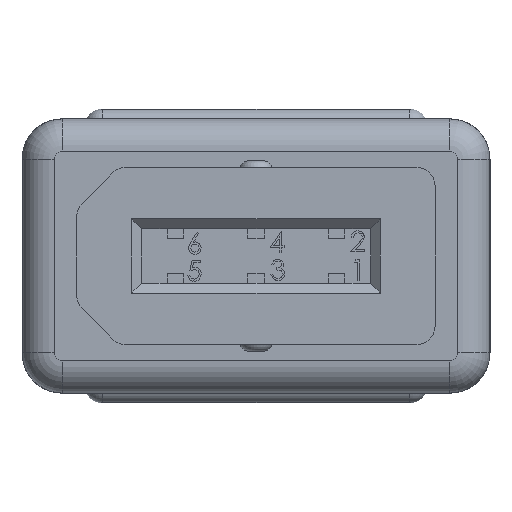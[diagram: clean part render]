
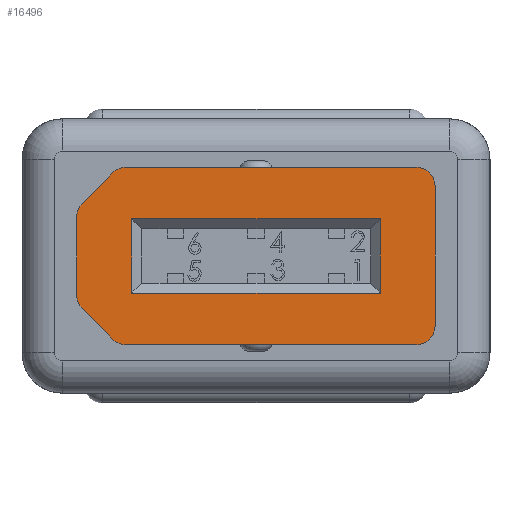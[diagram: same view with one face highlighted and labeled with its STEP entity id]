
A CAD part, left-side view. The second image highlights one B-rep face of the part: STEP entity #16496.
In plain terms, the highlighted face is planar.
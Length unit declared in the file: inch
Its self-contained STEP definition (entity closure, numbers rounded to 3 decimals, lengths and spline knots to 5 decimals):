
#10017 = DIRECTION ( 'NONE',  ( -1., 0., 0. ) ) ;
#10018 = VECTOR ( 'NONE', #10017, 39.37008 ) ;
#10019 = CARTESIAN_POINT ( 'NONE',  ( 0.19488, 0.10827, 0.41732 ) ) ;
#10025 = LINE ( 'NONE', #10019, #10018 ) ;
#10026 = CARTESIAN_POINT ( 'NONE',  ( -0.15945, 0.10827, 0.41732 ) ) ;
#10054 = CARTESIAN_POINT ( 'NONE',  ( 0.19488, 0.10827, 0.41732 ) ) ;
#10085 = DIRECTION ( 'NONE',  ( 1., 0., 0. ) ) ;
#10086 = VECTOR ( 'NONE', #10085, 39.37008 ) ;
#10087 = CARTESIAN_POINT ( 'NONE',  ( -0.15945, -0.10827, 0.41732 ) ) ;
#10088 = LINE ( 'NONE', #10087, #10086 ) ;
#10134 = CARTESIAN_POINT ( 'NONE',  ( -0.15945, -0.10827, 0.41732 ) ) ;
#10139 = CARTESIAN_POINT ( 'NONE',  ( -0.2185, 0.04921, 0.41732 ) ) ;
#10140 = CARTESIAN_POINT ( 'NONE',  ( -0.19882, 0.04921, 0.41732 ) ) ;
#10141 = AXIS2_PLACEMENT_3D ( 'NONE', #10140, #10146, #10145 ) ;
#10142 = CIRCLE ( 'NONE', #10141, 0.01969 ) ;
#10145 = DIRECTION ( 'NONE',  ( -1., 0., 0. ) ) ;
#10146 = DIRECTION ( 'NONE',  ( 0., 0., 1. ) ) ;
#10157 = CIRCLE ( 'NONE', #10334, 0.02362 ) ;
#10168 = CARTESIAN_POINT ( 'NONE',  ( -0.15945, -0.08858, 0.41732 ) ) ;
#10169 = AXIS2_PLACEMENT_3D ( 'NONE', #10168, #10173, #10172 ) ;
#10170 = CIRCLE ( 'NONE', #10169, 0.01969 ) ;
#10172 = DIRECTION ( 'NONE',  ( -1., 0., 0. ) ) ;
#10173 = DIRECTION ( 'NONE',  ( 0., 0., 1. ) ) ;
#10179 = DIRECTION ( 'NONE',  ( 0.707, -0.707, 0. ) ) ;
#10180 = VECTOR ( 'NONE', #10179, 39.37008 ) ;
#10181 = CARTESIAN_POINT ( 'NONE',  ( -0.21274, -0.06313, 0.41732 ) ) ;
#10187 = LINE ( 'NONE', #10181, #10180 ) ;
#10334 = AXIS2_PLACEMENT_3D ( 'NONE', #10483, #10474, #10473 ) ;
#10404 = CARTESIAN_POINT ( 'NONE',  ( 0.2185, -0.08465, 0.41732 ) ) ;
#10472 = CARTESIAN_POINT ( 'NONE',  ( 0.19488, -0.10827, 0.41732 ) ) ;
#10473 = DIRECTION ( 'NONE',  ( -1., 0., 0. ) ) ;
#10474 = DIRECTION ( 'NONE',  ( 0., 0., 1. ) ) ;
#10483 = CARTESIAN_POINT ( 'NONE',  ( 0.19488, -0.08465, 0.41732 ) ) ;
#10497 = CARTESIAN_POINT ( 'NONE',  ( -0.15157, -0.08465, 0.41732 ) ) ;
#10498 = LINE ( 'NONE', #10497, #10502 ) ;
#10499 = LINE ( 'NONE', #10505, #10504 ) ;
#10500 = CARTESIAN_POINT ( 'NONE',  ( -0.15157, 0.04528, 0.41732 ) ) ;
#10501 = DIRECTION ( 'NONE',  ( 0., 1., 0. ) ) ;
#10502 = VECTOR ( 'NONE', #10501, 39.37008 ) ;
#10503 = DIRECTION ( 'NONE',  ( 1., 0., 0. ) ) ;
#10504 = VECTOR ( 'NONE', #10503, 39.37008 ) ;
#10505 = CARTESIAN_POINT ( 'NONE',  ( 0.19488, 0.04528, 0.41732 ) ) ;
#10510 = CARTESIAN_POINT ( 'NONE',  ( 0.15157, -0.08465, 0.41732 ) ) ;
#10511 = CARTESIAN_POINT ( 'NONE',  ( 0.15157, 0.04528, 0.41732 ) ) ;
#10512 = DIRECTION ( 'NONE',  ( 0., -1., 0. ) ) ;
#10513 = VECTOR ( 'NONE', #10512, 39.37008 ) ;
#10526 = PLANE ( 'NONE',  #10560 ) ;
#10528 = LINE ( 'NONE', #10510, #10513 ) ;
#10558 = DIRECTION ( 'NONE',  ( 0., 0., -1. ) ) ;
#10559 = CARTESIAN_POINT ( 'NONE',  ( 0.19488, -0.08465, 0.41732 ) ) ;
#10560 = AXIS2_PLACEMENT_3D ( 'NONE', #10559, #10558, #10563 ) ;
#10561 = CARTESIAN_POINT ( 'NONE',  ( -0.15157, -0.04528, 0.41732 ) ) ;
#10562 = CARTESIAN_POINT ( 'NONE',  ( 0.15157, -0.04528, 0.41732 ) ) ;
#10563 = DIRECTION ( 'NONE',  ( -1., 0., 0. ) ) ;
#10564 = DIRECTION ( 'NONE',  ( -1., 0., 0. ) ) ;
#10565 = VECTOR ( 'NONE', #10564, 39.37008 ) ;
#10566 = CARTESIAN_POINT ( 'NONE',  ( 0.19488, -0.04528, 0.41732 ) ) ;
#10567 = LINE ( 'NONE', #10566, #10565 ) ;
#10568 = FACE_BOUND ( 'NONE', #16497, .T. ) ;
#10573 = FACE_OUTER_BOUND ( 'NONE', #16434, .T. ) ;
#10574 = CARTESIAN_POINT ( 'NONE',  ( -0.17337, 0.1025, 0.41732 ) ) ;
#10590 = DIRECTION ( 'NONE',  ( -1., 0., 0. ) ) ;
#10591 = DIRECTION ( 'NONE',  ( 0., 0., 1. ) ) ;
#10601 = CARTESIAN_POINT ( 'NONE',  ( -0.15945, 0.08858, 0.41732 ) ) ;
#10602 = CIRCLE ( 'NONE', #10622, 0.01969 ) ;
#10620 = DIRECTION ( 'NONE',  ( 1., 0., 0. ) ) ;
#10621 = DIRECTION ( 'NONE',  ( 0., 0., 1. ) ) ;
#10622 = AXIS2_PLACEMENT_3D ( 'NONE', #10601, #10621, #10620 ) ;
#10627 = LINE ( 'NONE', #10630, #10629 ) ;
#10628 = DIRECTION ( 'NONE',  ( -0.707, -0.707, 0. ) ) ;
#10629 = VECTOR ( 'NONE', #10628, 39.37008 ) ;
#10630 = CARTESIAN_POINT ( 'NONE',  ( -0.21274, 0.06313, 0.41732 ) ) ;
#10637 = CARTESIAN_POINT ( 'NONE',  ( 0.2185, 0.08465, 0.41732 ) ) ;
#10641 = CARTESIAN_POINT ( 'NONE',  ( -0.21274, 0.06313, 0.41732 ) ) ;
#10642 = LINE ( 'NONE', #10645, #10644 ) ;
#10643 = DIRECTION ( 'NONE',  ( 0., 1., 0. ) ) ;
#10644 = VECTOR ( 'NONE', #10643, 39.37008 ) ;
#10645 = CARTESIAN_POINT ( 'NONE',  ( 0.2185, -0.08465, 0.41732 ) ) ;
#10648 = CARTESIAN_POINT ( 'NONE',  ( 0.19488, 0.08465, 0.41732 ) ) ;
#10649 = AXIS2_PLACEMENT_3D ( 'NONE', #10648, #10591, #10590 ) ;
#10650 = CIRCLE ( 'NONE', #10649, 0.02362 ) ;
#10677 = CARTESIAN_POINT ( 'NONE',  ( -0.2185, -0.04921, 0.41732 ) ) ;
#10678 = LINE ( 'NONE', #10677, #10681 ) ;
#10680 = DIRECTION ( 'NONE',  ( 0., -1., 0. ) ) ;
#10681 = VECTOR ( 'NONE', #10680, 39.37008 ) ;
#10687 = CARTESIAN_POINT ( 'NONE',  ( -0.21274, -0.06313, 0.41732 ) ) ;
#10706 = CARTESIAN_POINT ( 'NONE',  ( -0.2185, -0.04921, 0.41732 ) ) ;
#10721 = CARTESIAN_POINT ( 'NONE',  ( -0.19882, -0.04921, 0.41732 ) ) ;
#10722 = AXIS2_PLACEMENT_3D ( 'NONE', #10721, #10738, #10737 ) ;
#10724 = CIRCLE ( 'NONE', #10722, 0.01969 ) ;
#10737 = DIRECTION ( 'NONE',  ( 1., 0., 0. ) ) ;
#10738 = DIRECTION ( 'NONE',  ( 0., 0., 1. ) ) ;
#10769 = CARTESIAN_POINT ( 'NONE',  ( -0.17337, -0.1025, 0.41732 ) ) ;
#16228 = VERTEX_POINT ( 'NONE', #10026 ) ;
#16230 = EDGE_CURVE ( 'NONE', #16231, #16228, #10025, .T. ) ;
#16231 = VERTEX_POINT ( 'NONE', #10054 ) ;
#16275 = EDGE_CURVE ( 'NONE', #16286, #16420, #10088, .T. ) ;
#16277 = EDGE_CURVE ( 'NONE', #16568, #16579, #10187, .T. ) ;
#16286 = VERTEX_POINT ( 'NONE', #10134 ) ;
#16288 = EDGE_CURVE ( 'NONE', #16579, #16286, #10170, .T. ) ;
#16297 = VERTEX_POINT ( 'NONE', #10139 ) ;
#16299 = EDGE_CURVE ( 'NONE', #16534, #16297, #10142, .T. ) ;
#16386 = VERTEX_POINT ( 'NONE', #10404 ) ;
#16419 = EDGE_CURVE ( 'NONE', #16420, #16386, #10157, .T. ) ;
#16420 = VERTEX_POINT ( 'NONE', #10472 ) ;
#16430 = EDGE_CURVE ( 'NONE', #16503, #16431, #10498, .T. ) ;
#16431 = VERTEX_POINT ( 'NONE', #10500 ) ;
#16432 = ORIENTED_EDGE ( 'NONE', *, *, #16433, .T. ) ;
#16433 = EDGE_CURVE ( 'NONE', #16431, #16473, #10499, .T. ) ;
#16434 = EDGE_LOOP ( 'NONE', ( #16435, #16467, #16468, #16469, #16470, #16492, #16493, #16494, #16498, #16499, #16500, #16436 ) ) ;
#16435 = ORIENTED_EDGE ( 'NONE', *, *, #16419, .T. ) ;
#16436 = ORIENTED_EDGE ( 'NONE', *, *, #16275, .T. ) ;
#16441 = ORIENTED_EDGE ( 'NONE', *, *, #16504, .T. ) ;
#16467 = ORIENTED_EDGE ( 'NONE', *, *, #16549, .T. ) ;
#16468 = ORIENTED_EDGE ( 'NONE', *, *, #16541, .T. ) ;
#16469 = ORIENTED_EDGE ( 'NONE', *, *, #16230, .T. ) ;
#16470 = ORIENTED_EDGE ( 'NONE', *, *, #16522, .T. ) ;
#16471 = ORIENTED_EDGE ( 'NONE', *, *, #16472, .T. ) ;
#16472 = EDGE_CURVE ( 'NONE', #16473, #16502, #10528, .T. ) ;
#16473 = VERTEX_POINT ( 'NONE', #10511 ) ;
#16492 = ORIENTED_EDGE ( 'NONE', *, *, #16536, .T. ) ;
#16493 = ORIENTED_EDGE ( 'NONE', *, *, #16299, .T. ) ;
#16494 = ORIENTED_EDGE ( 'NONE', *, *, #16559, .T. ) ;
#16496 = ADVANCED_FACE ( 'NONE', ( #10568, #10573 ), #10526, .F. ) ;
#16497 = EDGE_LOOP ( 'NONE', ( #16471, #16441, #16505, #16432 ) ) ;
#16498 = ORIENTED_EDGE ( 'NONE', *, *, #16570, .T. ) ;
#16499 = ORIENTED_EDGE ( 'NONE', *, *, #16277, .T. ) ;
#16500 = ORIENTED_EDGE ( 'NONE', *, *, #16288, .T. ) ;
#16502 = VERTEX_POINT ( 'NONE', #10562 ) ;
#16503 = VERTEX_POINT ( 'NONE', #10561 ) ;
#16504 = EDGE_CURVE ( 'NONE', #16502, #16503, #10567, .T. ) ;
#16505 = ORIENTED_EDGE ( 'NONE', *, *, #16430, .T. ) ;
#16520 = VERTEX_POINT ( 'NONE', #10574 ) ;
#16522 = EDGE_CURVE ( 'NONE', #16228, #16520, #10602, .T. ) ;
#16531 = VERTEX_POINT ( 'NONE', #10637 ) ;
#16534 = VERTEX_POINT ( 'NONE', #10641 ) ;
#16536 = EDGE_CURVE ( 'NONE', #16520, #16534, #10627, .T. ) ;
#16541 = EDGE_CURVE ( 'NONE', #16531, #16231, #10650, .T. ) ;
#16549 = EDGE_CURVE ( 'NONE', #16386, #16531, #10642, .T. ) ;
#16557 = VERTEX_POINT ( 'NONE', #10706 ) ;
#16559 = EDGE_CURVE ( 'NONE', #16297, #16557, #10678, .T. ) ;
#16568 = VERTEX_POINT ( 'NONE', #10687 ) ;
#16570 = EDGE_CURVE ( 'NONE', #16557, #16568, #10724, .T. ) ;
#16579 = VERTEX_POINT ( 'NONE', #10769 ) ;
